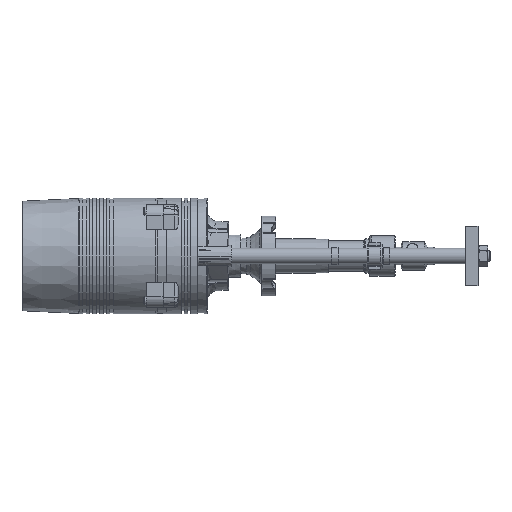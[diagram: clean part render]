
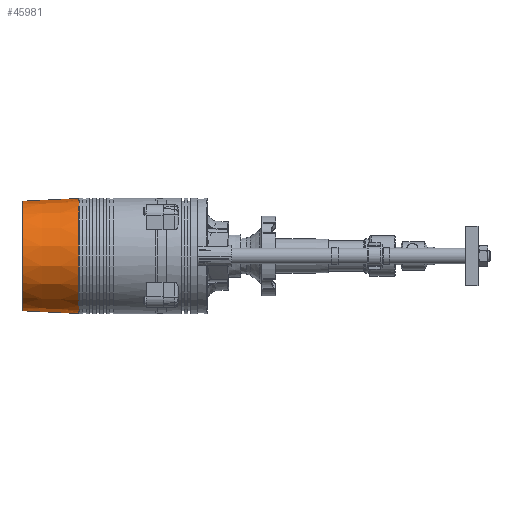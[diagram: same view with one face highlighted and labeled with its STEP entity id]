
A CAD part, left-side view. The second image highlights one B-rep face of the part: STEP entity #45981.
In plain terms, the highlighted conical face has half-angle 2.691 degrees and reference radius 67.343 mm.
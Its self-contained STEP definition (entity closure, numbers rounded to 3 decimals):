
#8808 = AXIS2_PLACEMENT_3D ( 'NONE', #56557, #56553, #56555 ) ;
#10785 = CARTESIAN_POINT ( 'NONE',  ( 0., 3.944, -67.343 ) ) ;
#10787 = CARTESIAN_POINT ( 'NONE',  ( 0., 3.944, 67.343 ) ) ;
#10791 = CARTESIAN_POINT ( 'NONE',  ( 0., 69.744, 64.25 ) ) ;
#10797 = CARTESIAN_POINT ( 'NONE',  ( 0., 69.744, -64.25 ) ) ;
#15627 = EDGE_CURVE ( 'NONE', #48885, #48886, #62523, .T. ) ;
#15628 = EDGE_CURVE ( 'NONE', #48888, #48891, #62502, .T. ) ;
#15697 = EDGE_CURVE ( 'NONE', #48891, #48885, #62798, .T. ) ;
#15699 = EDGE_CURVE ( 'NONE', #48888, #48886, #62793, .T. ) ;
#20456 = FACE_OUTER_BOUND ( 'NONE', #66312, .T. ) ;
#20462 = CONICAL_SURFACE ( 'NONE', #8808, 67.343, 0.047 ) ;
#25201 = AXIS2_PLACEMENT_3D ( 'NONE', #52112, #52113, #52114 ) ;
#25202 = AXIS2_PLACEMENT_3D ( 'NONE', #52116, #52117, #52118 ) ;
#25903 = ORIENTED_EDGE ( 'NONE', *, *, #15699, .F. ) ;
#25905 = ORIENTED_EDGE ( 'NONE', *, *, #15628, .T. ) ;
#25907 = ORIENTED_EDGE ( 'NONE', *, *, #15697, .T. ) ;
#25908 = ORIENTED_EDGE ( 'NONE', *, *, #15627, .T. ) ;
#45981 = ADVANCED_FACE ( 'NONE', ( #20456 ), #20462, .T. ) ;
#48885 = VERTEX_POINT ( 'NONE', #10785 ) ;
#48886 = VERTEX_POINT ( 'NONE', #10787 ) ;
#48888 = VERTEX_POINT ( 'NONE', #10791 ) ;
#48891 = VERTEX_POINT ( 'NONE', #10797 ) ;
#52112 = CARTESIAN_POINT ( 'NONE',  ( 0., 3.944, 0. ) ) ;
#52113 = DIRECTION ( 'NONE',  ( 0., 1., 0. ) ) ;
#52114 = DIRECTION ( 'NONE',  ( 0., 0., -1. ) ) ;
#52116 = CARTESIAN_POINT ( 'NONE',  ( 0., 69.744, 0. ) ) ;
#52117 = DIRECTION ( 'NONE',  ( 0., -1., 0. ) ) ;
#52118 = DIRECTION ( 'NONE',  ( 0., 0., -1. ) ) ;
#52610 = DIRECTION ( 'NONE',  ( 0., -0.999, -0.047 ) ) ;
#52614 = CARTESIAN_POINT ( 'NONE',  ( 0., 3.944, -67.343 ) ) ;
#52615 = DIRECTION ( 'NONE',  ( 0., -0.999, 0.047 ) ) ;
#52620 = CARTESIAN_POINT ( 'NONE',  ( 0., 3.944, 67.343 ) ) ;
#56553 = DIRECTION ( 'NONE',  ( 0., -1., 0. ) ) ;
#56555 = DIRECTION ( 'NONE',  ( 0., 0., -1. ) ) ;
#56557 = CARTESIAN_POINT ( 'NONE',  ( 0., 3.944, 0. ) ) ;
#62502 = CIRCLE ( 'NONE', #25202, 64.25 ) ;
#62523 = CIRCLE ( 'NONE', #25201, 67.343 ) ;
#62793 = LINE ( 'NONE', #52620, #62812 ) ;
#62798 = LINE ( 'NONE', #52614, #62804 ) ;
#62804 = VECTOR ( 'NONE', #52610, 1000. ) ;
#62812 = VECTOR ( 'NONE', #52615, 1000. ) ;
#66312 = EDGE_LOOP ( 'NONE', ( #25903, #25905, #25907, #25908 ) ) ;
